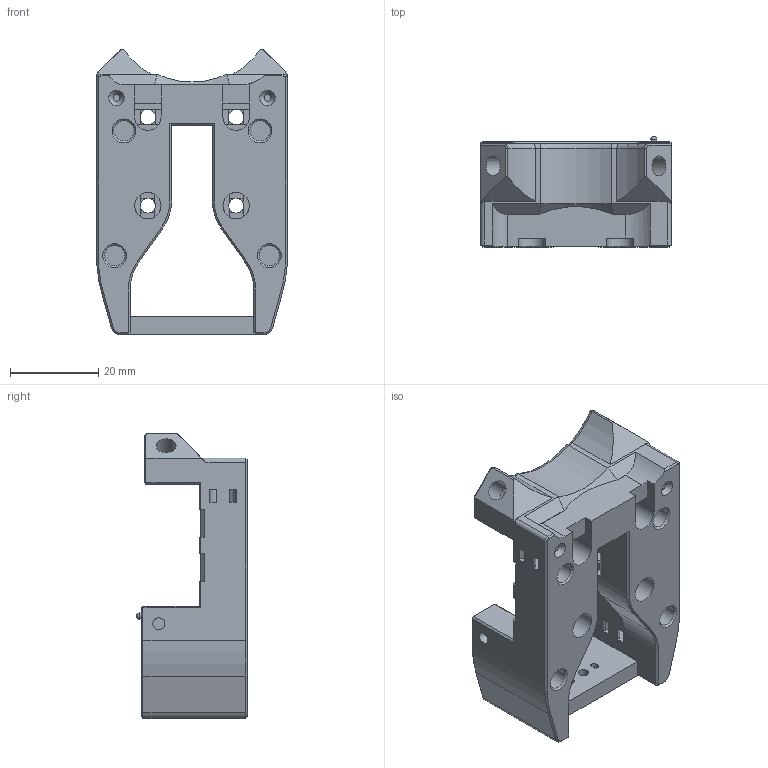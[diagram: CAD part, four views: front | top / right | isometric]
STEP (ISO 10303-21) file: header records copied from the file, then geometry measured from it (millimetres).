
FILE_DESCRIPTION(/* description */ (''),/* implementation_level */ '2;1');
FILE_NAME(/* name */ 'Mantis LGX Lite MGN12 Klicky Carriage.step',/* time_stamp */ '2022-05-02T11:28:51-04:00',/* author */ (''),/* organization */ (''),/* preprocessor_version */ 'ST-DEVELOPER v18.1',/* originating_system */ 'Autodesk Translation Framework v10.14.0.1471',/* authorisation */ '');
FILE_SCHEMA (('AUTOMOTIVE_DESIGN { 1 0 10303 214 3 1 1 }'));
Length unit declared in the file: millimetre
Products named in the file (1): Mantis LGX Lite MGN12 Klicky Carriage
Bounding box: 43.2 x 25 x 64.53 mm (x, y, z)
Volume: 24757.6 mm3; surface area: 12249.4 mm2
Topology: 1 solids, 1 shells, 469 faces, 1280 edges, 816 vertices
Faces by surface type: plane 352, cylinder 64, cone 40, bspline 10, torus 3
Full cylindrical faces by diameter (mm): 1.43 x1, 1.8 x1, 2.385 x2, 2.7 x1, 3.2 x2, 3.4 x2, 3.5 x2, 4.5 x2, 4.6 x4, 6 x2
Entity records: 15069 total; most frequent: CARTESIAN_POINT 3082, ORIENTED_EDGE 2556, DIRECTION 2389, EDGE_CURVE 1278, LINE 1003, VECTOR 1003, VERTEX_POINT 816, AXIS2_PLACEMENT_3D 693
